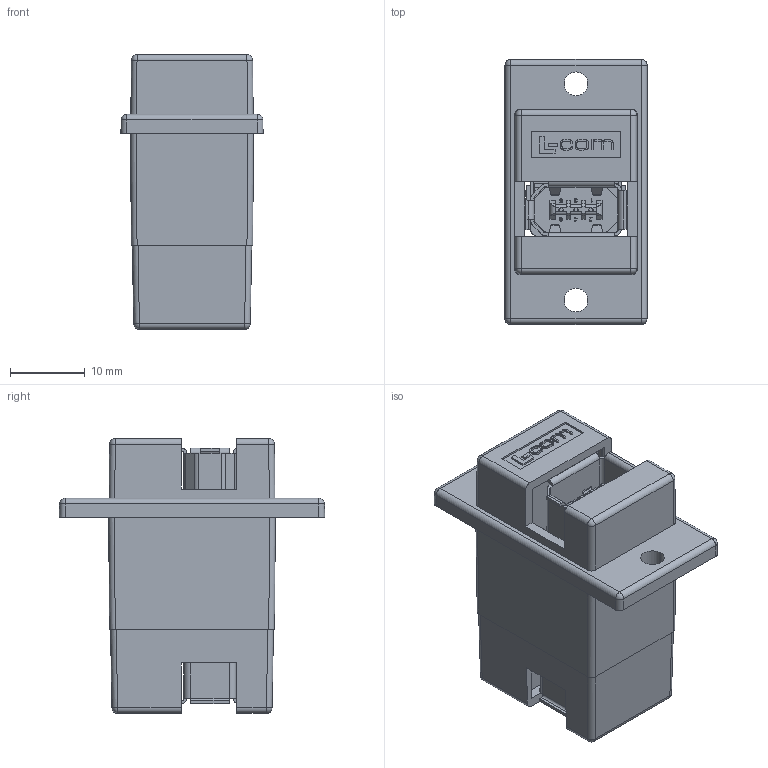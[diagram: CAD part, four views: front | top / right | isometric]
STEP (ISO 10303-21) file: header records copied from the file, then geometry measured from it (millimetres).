
FILE_DESCRIPTION (( 'STEP AP203' ), '1' );
FILE_NAME ('ECF504-94MS.STEP', '2014-11-14T18:48:43', ( 'x' ), ( '' ), 'SwSTEP 2.0', 'SolidWorks 2014', '' );
FILE_SCHEMA (( 'CONFIG_CONTROL_DESIGN' ));
Length unit declared in the file: inch
Products named in the file (6): 1AG01-028_TYPE A; 1BC01-021; 1AA13-099_NEW PIN ORIENTATION; 3AC11-012_DIFFERENT CONN; 1AG01-030_TYPE B; ECF504-94MS
Assembly tree (6 placements, depth 3):
  ECF504-94MS
    1AG01-028_TYPE A
    3AC11-012_DIFFERENT CONN
      1BC01-021
      1AA13-099_NEW PIN ORIENTATION  x2
    1AG01-030_TYPE B
Bounding box: 19.05 x 35.56 x 36.83 mm (x, y, z)
Volume: 7386.5 mm3; surface area: 11171.9 mm2
Topology: 5 solids, 5 shells, 2030 faces, 5640 edges, 3720 vertices
Faces by surface type: plane 1490, cylinder 347, bspline 169, sphere 16, torus 8
Entity records: 51297 total; most frequent: CARTESIAN_POINT 14260, ORIENTED_EDGE 8040, DIRECTION 6699, EDGE_CURVE 4020, LINE 3109, VECTOR 3109, VERTEX_POINT 2648, AXIS2_PLACEMENT_3D 1795
